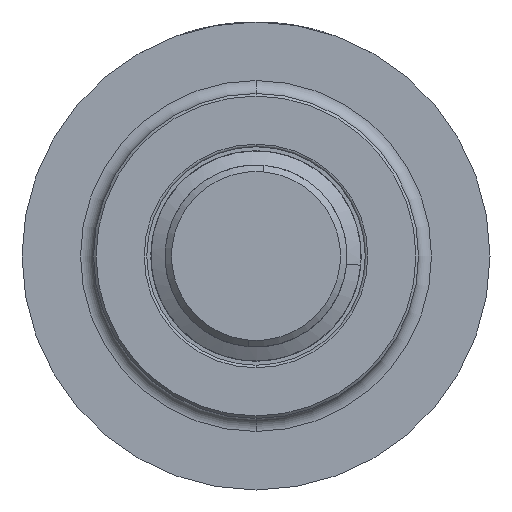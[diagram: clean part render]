
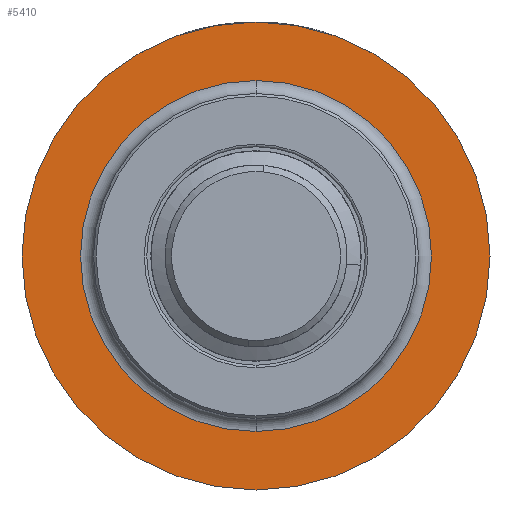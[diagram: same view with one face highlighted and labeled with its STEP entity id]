
A CAD part, front view. The second image highlights one B-rep face of the part: STEP entity #5410.
In plain terms, the highlighted planar face has unit normal (0, -1, 0).
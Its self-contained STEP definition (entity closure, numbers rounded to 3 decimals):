
#254 = CARTESIAN_POINT ( 'NONE',  ( 0., 4.42, 18. ) ) ;
#453 = VERTEX_POINT ( 'NONE', #254 ) ;
#551 = ORIENTED_EDGE ( 'NONE', *, *, #8135, .F. ) ;
#563 = ORIENTED_EDGE ( 'NONE', *, *, #5551, .T. ) ;
#776 = CARTESIAN_POINT ( 'NONE',  ( 0., 4.42, 0. ) ) ;
#897 = DIRECTION ( 'NONE',  ( 0., -1., 0. ) ) ;
#928 = CARTESIAN_POINT ( 'NONE',  ( 0., 4.42, 0. ) ) ;
#1054 = AXIS2_PLACEMENT_3D ( 'NONE', #6524, #1334, #3893 ) ;
#1276 = CIRCLE ( 'NONE', #3992, 18. ) ;
#1331 = ORIENTED_EDGE ( 'NONE', *, *, #5748, .F. ) ;
#1334 = DIRECTION ( 'NONE',  ( 0., -1., 0. ) ) ;
#1365 = FACE_OUTER_BOUND ( 'NONE', #2571, .T. ) ;
#1681 = DIRECTION ( 'NONE',  ( 0., 0., -1. ) ) ;
#2149 = AXIS2_PLACEMENT_3D ( 'NONE', #8104, #4991, #4334 ) ;
#2468 = VERTEX_POINT ( 'NONE', #6142 ) ;
#2571 = EDGE_LOOP ( 'NONE', ( #7536, #563 ) ) ;
#2724 = CARTESIAN_POINT ( 'NONE',  ( 0., 4.42, -13.5 ) ) ;
#2739 = DIRECTION ( 'NONE',  ( 0., -1., 0. ) ) ;
#3005 = VERTEX_POINT ( 'NONE', #7301 ) ;
#3893 = DIRECTION ( 'NONE',  ( 0., 0., -1. ) ) ;
#3992 = AXIS2_PLACEMENT_3D ( 'NONE', #928, #2739, #6012 ) ;
#4013 = VERTEX_POINT ( 'NONE', #2724 ) ;
#4334 = DIRECTION ( 'NONE',  ( 0., 0., -1. ) ) ;
#4563 = CIRCLE ( 'NONE', #5901, 18. ) ;
#4733 = AXIS2_PLACEMENT_3D ( 'NONE', #776, #897, #5902 ) ;
#4838 = EDGE_CURVE ( 'NONE', #2468, #453, #4563, .T. ) ;
#4991 = DIRECTION ( 'NONE',  ( 0., -1., 0. ) ) ;
#5410 = ADVANCED_FACE ( 'NONE', ( #1365, #5822 ), #6424, .T. ) ;
#5470 = DIRECTION ( 'NONE',  ( 0., -1., 0. ) ) ;
#5551 = EDGE_CURVE ( 'NONE', #453, #2468, #1276, .T. ) ;
#5748 = EDGE_CURVE ( 'NONE', #3005, #4013, #5858, .T. ) ;
#5822 = FACE_BOUND ( 'NONE', #7895, .T. ) ;
#5858 = CIRCLE ( 'NONE', #2149, 13.5 ) ;
#5901 = AXIS2_PLACEMENT_3D ( 'NONE', #6078, #5470, #1681 ) ;
#5902 = DIRECTION ( 'NONE',  ( 0., 0., -1. ) ) ;
#6012 = DIRECTION ( 'NONE',  ( 0., 0., -1. ) ) ;
#6078 = CARTESIAN_POINT ( 'NONE',  ( 0., 4.42, 0. ) ) ;
#6142 = CARTESIAN_POINT ( 'NONE',  ( 0., 4.42, -18. ) ) ;
#6424 = PLANE ( 'NONE',  #1054 ) ;
#6524 = CARTESIAN_POINT ( 'NONE',  ( 13.5, 4.42, 0. ) ) ;
#6753 = CIRCLE ( 'NONE', #4733, 13.5 ) ;
#7301 = CARTESIAN_POINT ( 'NONE',  ( 0., 4.42, 13.5 ) ) ;
#7536 = ORIENTED_EDGE ( 'NONE', *, *, #4838, .T. ) ;
#7895 = EDGE_LOOP ( 'NONE', ( #551, #1331 ) ) ;
#8104 = CARTESIAN_POINT ( 'NONE',  ( 0., 4.42, 0. ) ) ;
#8135 = EDGE_CURVE ( 'NONE', #4013, #3005, #6753, .T. ) ;
